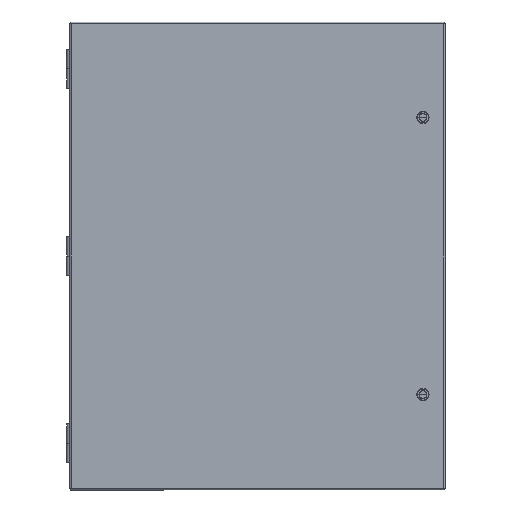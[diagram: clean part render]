
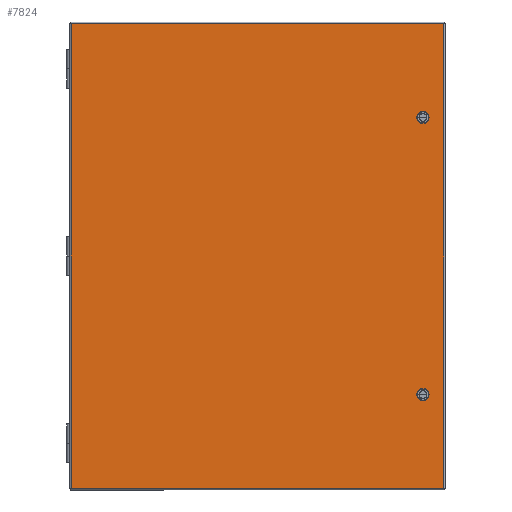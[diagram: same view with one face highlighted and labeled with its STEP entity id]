
A CAD part, front view. The second image highlights one B-rep face of the part: STEP entity #7824.
In plain terms, the highlighted face is planar.
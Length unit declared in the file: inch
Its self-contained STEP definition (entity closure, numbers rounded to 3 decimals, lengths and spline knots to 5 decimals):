
#296=LINE('',#11478,#989);
#299=LINE('',#11484,#992);
#302=LINE('',#11490,#995);
#305=LINE('',#11496,#998);
#308=LINE('',#11502,#1001);
#311=LINE('',#11508,#1004);
#314=LINE('',#11514,#1007);
#317=LINE('',#11519,#1010);
#318=LINE('',#11521,#1011);
#319=LINE('',#11524,#1012);
#320=LINE('',#11526,#1013);
#321=LINE('',#11528,#1014);
#322=LINE('',#11529,#1015);
#323=LINE('',#11532,#1016);
#324=LINE('',#11534,#1017);
#325=LINE('',#11536,#1018);
#326=LINE('',#11538,#1019);
#327=LINE('',#11540,#1020);
#328=LINE('',#11542,#1021);
#329=LINE('',#11544,#1022);
#989=VECTOR('',#9312,39.37008);
#992=VECTOR('',#9317,39.37008);
#995=VECTOR('',#9322,39.37008);
#998=VECTOR('',#9327,39.37008);
#1001=VECTOR('',#9332,39.37008);
#1004=VECTOR('',#9337,39.37008);
#1007=VECTOR('',#9342,39.37008);
#1010=VECTOR('',#9347,39.37008);
#1011=VECTOR('',#9350,39.37008);
#1012=VECTOR('',#9351,39.37008);
#1013=VECTOR('',#9352,39.37008);
#1014=VECTOR('',#9353,39.37008);
#1015=VECTOR('',#9354,39.37008);
#1016=VECTOR('',#9355,39.37008);
#1017=VECTOR('',#9356,39.37008);
#1018=VECTOR('',#9357,39.37008);
#1019=VECTOR('',#9358,39.37008);
#1020=VECTOR('',#9359,39.37008);
#1021=VECTOR('',#9360,39.37008);
#1022=VECTOR('',#9361,39.37008);
#2200=ORIENTED_EDGE('',*,*,#4283,.F.);
#2201=ORIENTED_EDGE('',*,*,#4280,.F.);
#2202=ORIENTED_EDGE('',*,*,#4277,.F.);
#2203=ORIENTED_EDGE('',*,*,#4274,.F.);
#2204=ORIENTED_EDGE('',*,*,#4271,.F.);
#2205=ORIENTED_EDGE('',*,*,#4268,.F.);
#2206=ORIENTED_EDGE('',*,*,#4265,.F.);
#2207=ORIENTED_EDGE('',*,*,#4262,.F.);
#2208=ORIENTED_EDGE('',*,*,#4284,.T.);
#2209=ORIENTED_EDGE('',*,*,#4285,.T.);
#2210=ORIENTED_EDGE('',*,*,#4286,.T.);
#2211=ORIENTED_EDGE('',*,*,#4287,.T.);
#2212=ORIENTED_EDGE('',*,*,#4288,.T.);
#2213=ORIENTED_EDGE('',*,*,#4289,.T.);
#2214=ORIENTED_EDGE('',*,*,#4290,.T.);
#2215=ORIENTED_EDGE('',*,*,#4291,.T.);
#2216=ORIENTED_EDGE('',*,*,#4292,.T.);
#2217=ORIENTED_EDGE('',*,*,#4293,.T.);
#2218=ORIENTED_EDGE('',*,*,#4294,.T.);
#2219=ORIENTED_EDGE('',*,*,#4295,.T.);
#4262=EDGE_CURVE('',#5329,#5330,#296,.T.);
#4265=EDGE_CURVE('',#5330,#5332,#299,.T.);
#4268=EDGE_CURVE('',#5332,#5334,#302,.T.);
#4271=EDGE_CURVE('',#5334,#5336,#305,.T.);
#4274=EDGE_CURVE('',#5336,#5338,#308,.T.);
#4277=EDGE_CURVE('',#5338,#5340,#311,.T.);
#4280=EDGE_CURVE('',#5340,#5342,#314,.T.);
#4283=EDGE_CURVE('',#5342,#5329,#317,.T.);
#4284=EDGE_CURVE('',#5343,#5344,#318,.T.);
#4285=EDGE_CURVE('',#5344,#5345,#319,.T.);
#4286=EDGE_CURVE('',#5345,#5346,#320,.T.);
#4287=EDGE_CURVE('',#5346,#5343,#321,.T.);
#4288=EDGE_CURVE('',#5347,#5348,#322,.T.);
#4289=EDGE_CURVE('',#5348,#5349,#323,.T.);
#4290=EDGE_CURVE('',#5349,#5350,#324,.T.);
#4291=EDGE_CURVE('',#5350,#5351,#325,.T.);
#4292=EDGE_CURVE('',#5351,#5352,#326,.T.);
#4293=EDGE_CURVE('',#5352,#5353,#327,.T.);
#4294=EDGE_CURVE('',#5353,#5354,#328,.T.);
#4295=EDGE_CURVE('',#5354,#5347,#329,.T.);
#5329=VERTEX_POINT('',#11477);
#5330=VERTEX_POINT('',#11479);
#5332=VERTEX_POINT('',#11485);
#5334=VERTEX_POINT('',#11491);
#5336=VERTEX_POINT('',#11497);
#5338=VERTEX_POINT('',#11503);
#5340=VERTEX_POINT('',#11509);
#5342=VERTEX_POINT('',#11515);
#5343=VERTEX_POINT('',#11522);
#5344=VERTEX_POINT('',#11523);
#5345=VERTEX_POINT('',#11525);
#5346=VERTEX_POINT('',#11527);
#5347=VERTEX_POINT('',#11530);
#5348=VERTEX_POINT('',#11531);
#5349=VERTEX_POINT('',#11533);
#5350=VERTEX_POINT('',#11535);
#5351=VERTEX_POINT('',#11537);
#5352=VERTEX_POINT('',#11539);
#5353=VERTEX_POINT('',#11541);
#5354=VERTEX_POINT('',#11543);
#6294=EDGE_LOOP('',(#2200,#2201,#2202,#2203,#2204,#2205,#2206,#2207));
#6295=EDGE_LOOP('',(#2208,#2209,#2210,#2211));
#6296=EDGE_LOOP('',(#2212,#2213,#2214,#2215,#2216,#2217,#2218,#2219));
#6906=FACE_BOUND('',#6294,.T.);
#6907=FACE_BOUND('',#6295,.T.);
#6908=FACE_BOUND('',#6296,.T.);
#7484=PLANE('',#8421);
#7824=ADVANCED_FACE('',(#6906,#6907,#6908),#7484,.T.);
#8421=AXIS2_PLACEMENT_3D('',#11520,#9348,#9349);
#9312=DIRECTION('',(-0.707,-0.707,0.));
#9317=DIRECTION('',(0.,-1.,0.));
#9322=DIRECTION('',(0.707,-0.707,0.));
#9327=DIRECTION('',(1.,0.,0.));
#9332=DIRECTION('',(0.707,0.707,0.));
#9337=DIRECTION('',(0.,1.,0.));
#9342=DIRECTION('',(-0.707,0.707,0.));
#9347=DIRECTION('',(-1.,0.,0.));
#9348=DIRECTION('',(0.,0.,1.));
#9349=DIRECTION('',(1.,0.,0.));
#9350=DIRECTION('',(0.,-1.,0.));
#9351=DIRECTION('',(1.,0.,0.));
#9352=DIRECTION('',(0.,1.,0.));
#9353=DIRECTION('',(-1.,0.,0.));
#9354=DIRECTION('',(-1.,0.,0.));
#9355=DIRECTION('',(-0.707,0.707,0.));
#9356=DIRECTION('',(0.,1.,0.));
#9357=DIRECTION('',(0.707,0.707,0.));
#9358=DIRECTION('',(1.,0.,0.));
#9359=DIRECTION('',(0.707,-0.707,0.));
#9360=DIRECTION('',(0.,-1.,0.));
#9361=DIRECTION('',(-0.707,-0.707,0.));
#11477=CARTESIAN_POINT('',(10.66941,9.331,0.072));
#11478=CARTESIAN_POINT('',(10.66941,9.331,0.072));
#11479=CARTESIAN_POINT('',(10.414,9.07559,0.072));
#11484=CARTESIAN_POINT('',(10.414,9.07559,0.072));
#11485=CARTESIAN_POINT('',(10.414,8.92441,0.072));
#11490=CARTESIAN_POINT('',(10.414,8.92441,0.072));
#11491=CARTESIAN_POINT('',(10.66941,8.669,0.072));
#11496=CARTESIAN_POINT('',(10.66941,8.669,0.072));
#11497=CARTESIAN_POINT('',(10.82059,8.669,0.072));
#11502=CARTESIAN_POINT('',(10.82059,8.669,0.072));
#11503=CARTESIAN_POINT('',(11.076,8.92441,0.072));
#11508=CARTESIAN_POINT('',(11.076,8.92441,0.072));
#11509=CARTESIAN_POINT('',(11.076,9.07559,0.072));
#11514=CARTESIAN_POINT('',(11.076,9.07559,0.072));
#11515=CARTESIAN_POINT('',(10.82059,9.331,0.072));
#11519=CARTESIAN_POINT('',(10.82059,9.331,0.072));
#11520=CARTESIAN_POINT('',(-12.084,-15.084,0.072));
#11521=CARTESIAN_POINT('',(-12.084,15.084,0.072));
#11522=CARTESIAN_POINT('',(-12.084,15.084,0.072));
#11523=CARTESIAN_POINT('',(-12.084,-15.084,0.072));
#11524=CARTESIAN_POINT('',(-12.084,-15.084,0.072));
#11525=CARTESIAN_POINT('',(12.084,-15.084,0.072));
#11526=CARTESIAN_POINT('',(12.084,-15.084,0.072));
#11527=CARTESIAN_POINT('',(12.084,15.084,0.072));
#11528=CARTESIAN_POINT('',(12.084,15.084,0.072));
#11529=CARTESIAN_POINT('',(10.82059,-9.331,0.072));
#11530=CARTESIAN_POINT('',(10.82059,-9.331,0.072));
#11531=CARTESIAN_POINT('',(10.66941,-9.331,0.072));
#11532=CARTESIAN_POINT('',(10.66941,-9.331,0.072));
#11533=CARTESIAN_POINT('',(10.414,-9.07559,0.072));
#11534=CARTESIAN_POINT('',(10.414,-9.07559,0.072));
#11535=CARTESIAN_POINT('',(10.414,-8.92441,0.072));
#11536=CARTESIAN_POINT('',(10.414,-8.92441,0.072));
#11537=CARTESIAN_POINT('',(10.66941,-8.669,0.072));
#11538=CARTESIAN_POINT('',(10.66941,-8.669,0.072));
#11539=CARTESIAN_POINT('',(10.82059,-8.669,0.072));
#11540=CARTESIAN_POINT('',(10.82059,-8.669,0.072));
#11541=CARTESIAN_POINT('',(11.076,-8.92441,0.072));
#11542=CARTESIAN_POINT('',(11.076,-8.92441,0.072));
#11543=CARTESIAN_POINT('',(11.076,-9.07559,0.072));
#11544=CARTESIAN_POINT('',(11.076,-9.07559,0.072));
